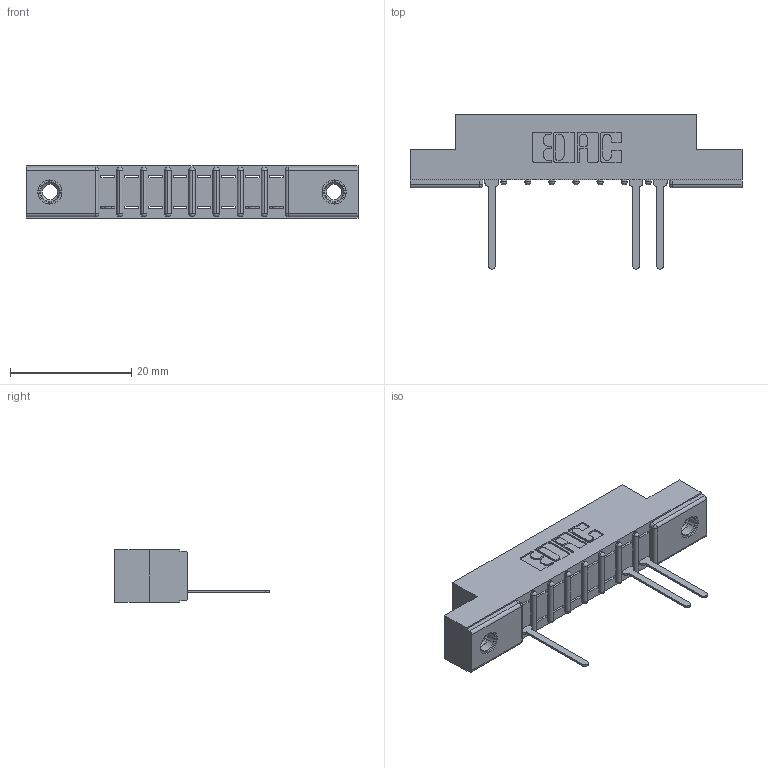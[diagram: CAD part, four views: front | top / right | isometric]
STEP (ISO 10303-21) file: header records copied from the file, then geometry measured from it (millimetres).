
FILE_DESCRIPTION (( 'STEP AP203' ), '1' );
FILE_NAME ('307-008-547-107.STEP', '2018-08-02T19:57:50', ( '' ), ( '' ), 'SwSTEP 2.0', 'SolidWorks 2016', '' );
FILE_SCHEMA (( 'CONFIG_CONTROL_DESIGN' ));
Length unit declared in the file: inch
Products named in the file (4): 307 Part_.156 Dia Mounting Holes; 307-290-001_547; 345-250-001_345-250-005-103; 307-008-547-107
Assembly tree (6 placements, depth 2):
  307-008-547-107
    307 Part_.156 Dia Mounting Holes
    307-290-001_547  x3
    345-250-001_345-250-005-103  x2
Bounding box: 54.71 x 25.43 x 8.71 mm (x, y, z)
Volume: 3410.1 mm3; surface area: 4401.8 mm2
Topology: 6 solids, 6 shells, 455 faces, 1265 edges, 806 vertices
Faces by surface type: plane 273, cylinder 148, sphere 18, cone 12, torus 4
Entity records: 12043 total; most frequent: CARTESIAN_POINT 2018, ORIENTED_EDGE 2002, DIRECTION 1987, EDGE_CURVE 1001, VECTOR 753, LINE 753, VERTEX_POINT 648, AXIS2_PLACEMENT_3D 617
